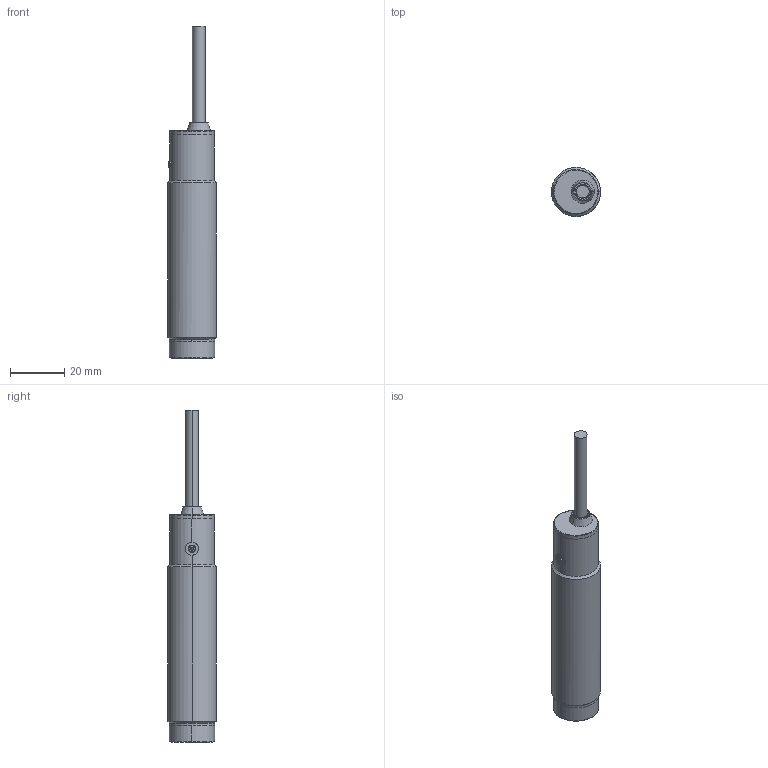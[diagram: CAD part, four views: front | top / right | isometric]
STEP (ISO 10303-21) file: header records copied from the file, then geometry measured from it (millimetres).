
FILE_DESCRIPTION (( 'STEP AP214' ), '1' );
FILE_NAME ('FALN-BP-0A.step', '2018-04-12T19:56:55', ( '' ), ( '' ), 'SwSTEP 2.0', 'SolidWorks 2017', '' );
FILE_SCHEMA (( 'AUTOMOTIVE_DESIGN' ));
Length unit declared in the file: inch
Products named in the file (1): FALN-BP-0A
Bounding box: 18 x 18 x 122.05 mm (x, y, z)
Volume: 20777.6 mm3; surface area: 7647.6 mm2
Topology: 7 solids, 7 shells, 78 faces, 159 edges, 99 vertices
Faces by surface type: cylinder 33, plane 24, cone 11, bspline 10
Entity records: 3615 total; most frequent: CARTESIAN_POINT 866, DIRECTION 354, ORIENTED_EDGE 314, EDGE_CURVE 157, AXIS2_PLACEMENT_3D 150, VERTEX_POINT 99, EDGE_LOOP 88, UNCERTAINTY_MEASURE_WITH_UNIT 87
